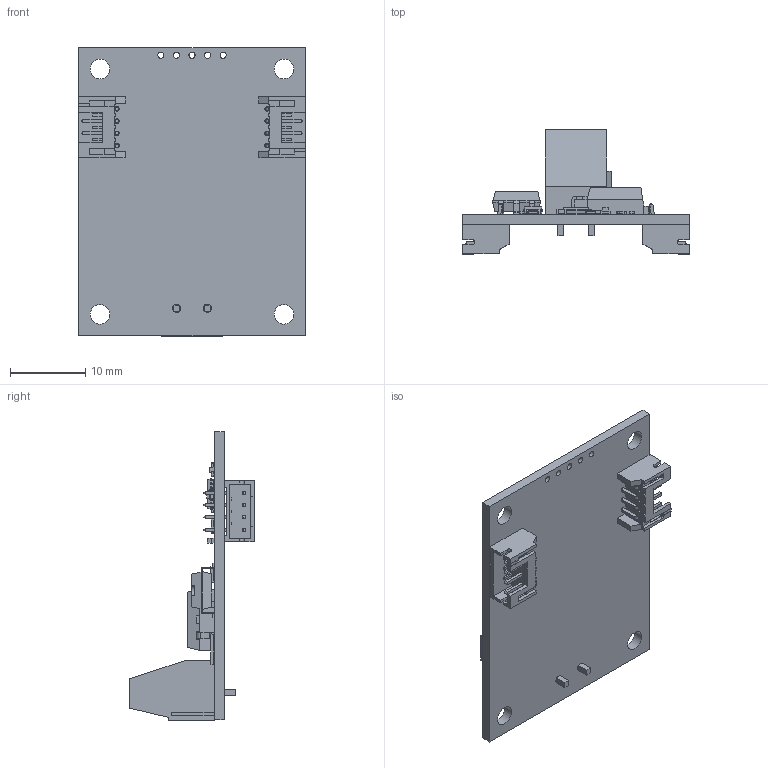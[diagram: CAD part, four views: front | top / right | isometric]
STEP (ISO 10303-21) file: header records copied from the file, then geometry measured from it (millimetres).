
FILE_DESCRIPTION(('FreeCAD Model'),'2;1');
FILE_NAME('Open CASCADE Shape Model','2025-04-30T10:30:58',('FreeCAD'),( 'FreeCAD'),'Open CASCADE STEP processor 7.6','FreeCAD','Unknown');
FILE_SCHEMA(('AUTOMOTIVE_DESIGN { 1 0 10303 214 1 1 1 1 }'));
Products named in the file (1): Open CASCADE STEP translator 7.6 1
Bounding box: 30.1 x 16.55 x 38.31 mm (x, y, z)
Volume: 2510.1 mm3; surface area: 4662.6 mm2
Topology: 27 solids, 27 shells, 1438 faces, 3781 edges, 2416 vertices
Faces by surface type: bspline 1438
Entity records: 39942 total; most frequent: CARTESIAN_POINT 17307, ORIENTED_EDGE 7562, EDGE_CURVE 3781, B_SPLINE_CURVE_WITH_KNOTS 3195, VERTEX_POINT 2416, FACE_BOUND 1507, EDGE_LOOP 1507, ADVANCED_FACE 1438
